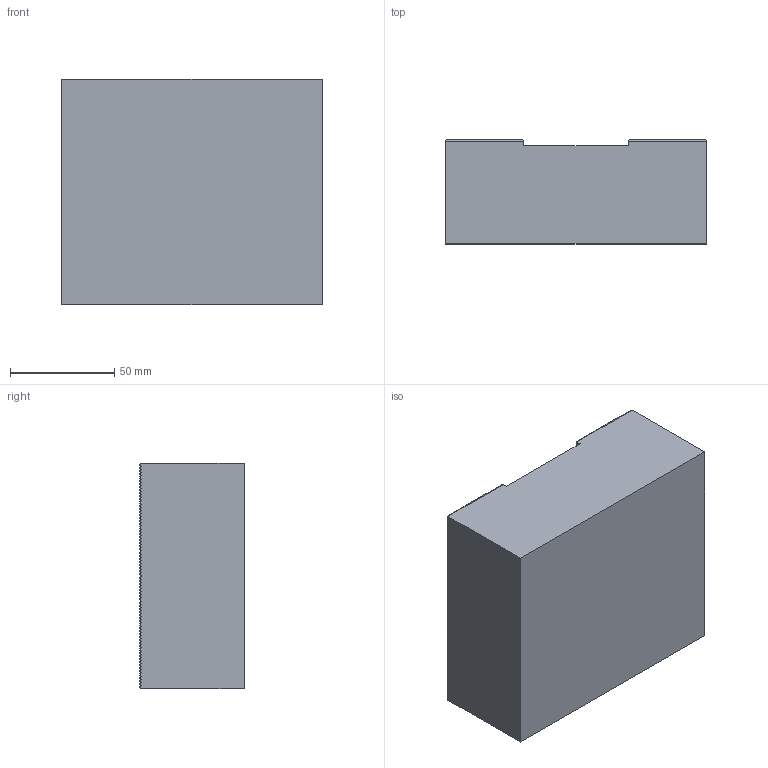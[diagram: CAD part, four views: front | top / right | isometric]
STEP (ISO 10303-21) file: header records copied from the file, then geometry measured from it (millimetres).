
FILE_DESCRIPTION(/* description */ (''),/* implementation_level */ '2;1');
FILE_NAME(/* name */ 'MT-CFB 250.stp',/* time_stamp */ '2019-11-22T15:24:34+01:00',/* author */ ('Emilio'),/* organization */ (''),/* preprocessor_version */ 'ST-DEVELOPER v17',/* originating_system */ 'Autodesk Inventor 2019',/* authorisation */ '');
FILE_SCHEMA (('AUTOMOTIVE_DESIGN { 1 0 10303 214 3 1 1 }'));
Length unit declared in the file: millimetre
Products named in the file (1): MT-CFB 250
Bounding box: 125 x 50 x 108 mm (x, y, z)
Volume: 656526.6 mm3; surface area: 55603.5 mm2
Topology: 1 solids, 1 shells, 1520 faces, 4386 edges, 2868 vertices
Faces by surface type: plane 1408, cylinder 112
Entity records: 48876 total; most frequent: CARTESIAN_POINT 8775, ORIENTED_EDGE 8772, DIRECTION 7652, EDGE_CURVE 4386, LINE 4162, VECTOR 4162, VERTEX_POINT 2868, AXIS2_PLACEMENT_3D 1745
